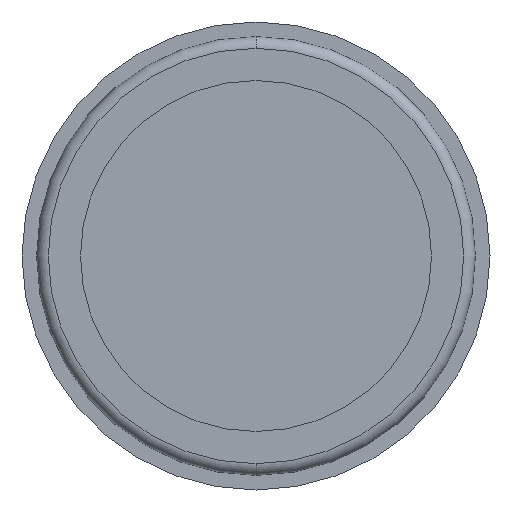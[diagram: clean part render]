
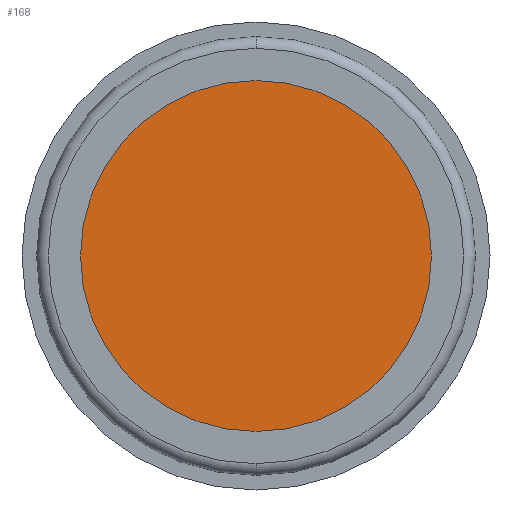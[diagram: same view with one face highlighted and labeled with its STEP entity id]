
A CAD part, front view. The second image highlights one B-rep face of the part: STEP entity #168.
In plain terms, the highlighted planar face has unit normal (0, -1, 0).
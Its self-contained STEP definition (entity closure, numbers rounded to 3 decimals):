
#27 = FACE_OUTER_BOUND ( 'NONE', #443, .T. ) ;
#29 = AXIS2_PLACEMENT_3D ( 'NONE', #479, #453, #483 ) ;
#86 = AXIS2_PLACEMENT_3D ( 'NONE', #578, #559, #553 ) ;
#105 = AXIS2_PLACEMENT_3D ( 'NONE', #508, #460, #509 ) ;
#168 = ADVANCED_FACE ( 'NONE', ( #27 ), #451, .F. ) ;
#248 = CIRCLE ( 'NONE', #86, 30. ) ;
#254 = CIRCLE ( 'NONE', #105, 30. ) ;
#283 = EDGE_CURVE ( 'NONE', #624, #620, #254, .T. ) ;
#290 = EDGE_CURVE ( 'NONE', #620, #624, #248, .T. ) ;
#425 = ORIENTED_EDGE ( 'NONE', *, *, #290, .F. ) ;
#426 = ORIENTED_EDGE ( 'NONE', *, *, #283, .F. ) ;
#443 = EDGE_LOOP ( 'NONE', ( #426, #425 ) ) ;
#451 = PLANE ( 'NONE',  #29 ) ;
#453 = DIRECTION ( 'NONE',  ( 0., 1., 0. ) ) ;
#460 = DIRECTION ( 'NONE',  ( 0., 1., 0. ) ) ;
#479 = CARTESIAN_POINT ( 'NONE',  ( 30., 12.9, 0. ) ) ;
#483 = DIRECTION ( 'NONE',  ( 0., 0., 1. ) ) ;
#508 = CARTESIAN_POINT ( 'NONE',  ( 0., 12.9, 0. ) ) ;
#509 = DIRECTION ( 'NONE',  ( 0., 0., 1. ) ) ;
#553 = DIRECTION ( 'NONE',  ( 0., 0., 1. ) ) ;
#559 = DIRECTION ( 'NONE',  ( 0., 1., 0. ) ) ;
#578 = CARTESIAN_POINT ( 'NONE',  ( 0., 12.9, 0. ) ) ;
#620 = VERTEX_POINT ( 'NONE', #743 ) ;
#624 = VERTEX_POINT ( 'NONE', #742 ) ;
#742 = CARTESIAN_POINT ( 'NONE',  ( 0., 12.9, 30. ) ) ;
#743 = CARTESIAN_POINT ( 'NONE',  ( 0., 12.9, -30. ) ) ;
